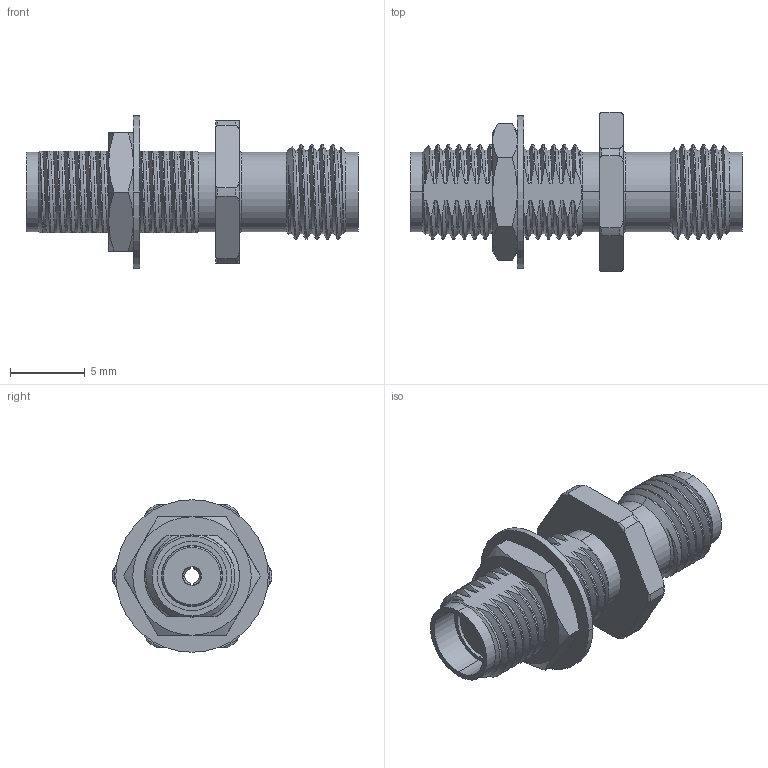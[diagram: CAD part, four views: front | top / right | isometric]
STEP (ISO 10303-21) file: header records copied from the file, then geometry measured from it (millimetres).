
FILE_DESCRIPTION (( 'STEP AP203' ), '1' );
FILE_NAME ('1210-45-1.STEP', '2023-12-05T17:37:22', ( '' ), ( '' ), 'SwSTEP 2.0', 'SolidWorks 2022', '' );
FILE_SCHEMA (( 'CONFIG_CONTROL_DESIGN' ));
Length unit declared in the file: inch
Products named in the file (6): 1210-34-24; 1210-45-5; 1200-03-16; 1210-45-1; 1207-22-33; 1210-34-21
Assembly tree (5 placements, depth 2):
  1210-45-1
    1210-45-5
    1210-34-21
    1210-34-24
    1200-03-16
    1207-22-33
Bounding box: 22.23 x 10.67 x 10.21 mm (x, y, z)
Volume: 421.3 mm3; surface area: 1350.6 mm2
Topology: 9 solids, 9 shells, 331 faces, 875 edges, 568 vertices
Faces by surface type: cylinder 105, bspline 95, plane 76, cone 41, torus 14
Entity records: 52036 total; most frequent: CARTESIAN_POINT 44370, ORIENTED_EDGE 1750, DIRECTION 1138, EDGE_CURVE 875, VERTEX_POINT 568, AXIS2_PLACEMENT_3D 422, EDGE_LOOP 347, FACE_OUTER_BOUND 331
